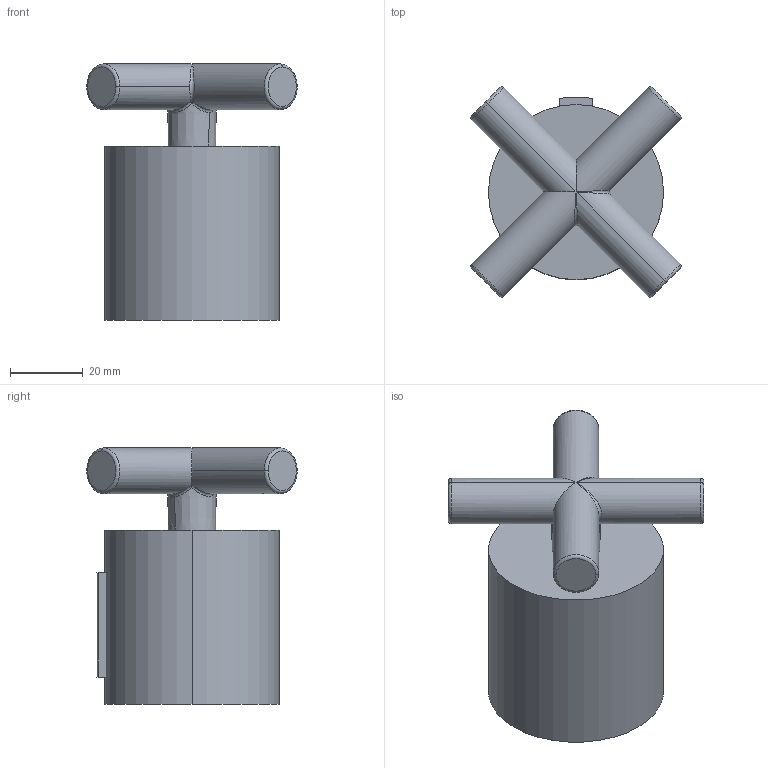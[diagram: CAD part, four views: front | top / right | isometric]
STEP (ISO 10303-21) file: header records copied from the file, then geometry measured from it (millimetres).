
FILE_DESCRIPTION (( 'STEP AP214' ), '1' );
FILE_NAME ('11431892.STEP', '2022-01-06T08:07:34', ( '' ), ( '' ), 'SwSTEP 2.0', 'SolidWorks 2020', '' );
FILE_SCHEMA (( 'AUTOMOTIVE_DESIGN' ));
Length unit declared in the file: millimetre
Products named in the file (5): Planungsmodell_Rohr_gerade-+-28.568.780-10_ _K373_48x47,7; 11431892; Planungsmodell_Knopf-+-09.21.33.050.90-1; Planungsmodell_Griff-+-09.20.89.010.94-01_-_K1; Planungsmodell_Griff-+-04.17.33.015.00-1
Assembly tree (4 placements, depth 3):
  11431892
    Planungsmodell_Griff-+-04.17.33.015.00-1
      Planungsmodell_Rohr_gerade-+-28.568.780-10_ _K373_48x47,7
      Planungsmodell_Knopf-+-09.21.33.050.90-1
    Planungsmodell_Griff-+-09.20.89.010.94-01_-_K1
Bounding box: 57.67 x 57.67 x 70.2 mm (x, y, z)
Volume: 105019.5 mm3; surface area: 17475.3 mm2
Topology: 3 solids, 4 shells, 47 faces, 100 edges, 59 vertices
Faces by surface type: plane 14, cylinder 13, torus 8, bspline 6, cone 4, sphere 2
Entity records: 2029 total; most frequent: CARTESIAN_POINT 898, DIRECTION 211, ORIENTED_EDGE 196, EDGE_CURVE 98, AXIS2_PLACEMENT_3D 91, VERTEX_POINT 59, EDGE_LOOP 47, ADVANCED_FACE 47
